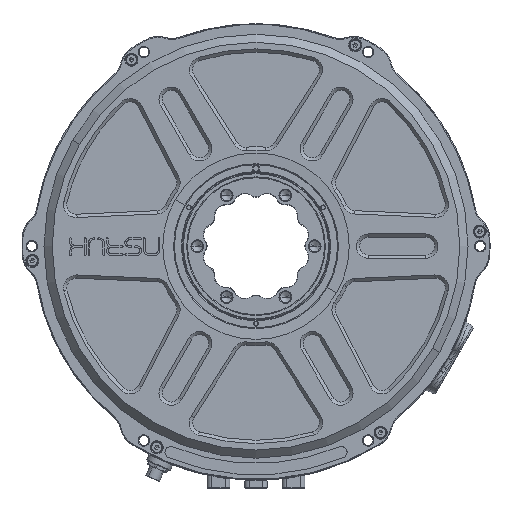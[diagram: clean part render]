
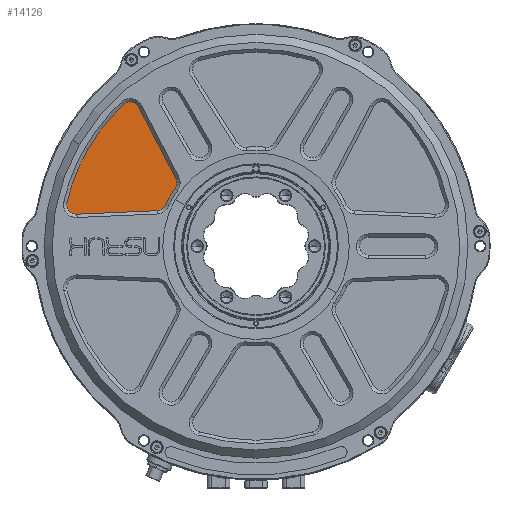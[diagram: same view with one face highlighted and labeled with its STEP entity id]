
A CAD part, front view. The second image highlights one B-rep face of the part: STEP entity #14126.
In plain terms, the highlighted planar face has unit normal (0, -1, 0).
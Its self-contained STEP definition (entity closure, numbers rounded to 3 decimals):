
#212 = PLANE ( 'NONE',  #35951 ) ;
#239 = CARTESIAN_POINT ( 'NONE',  ( -110.057, -37.9, 25.621 ) ) ;
#1405 = DIRECTION ( 'NONE',  ( 0., -1., 0. ) ) ;
#1541 = LINE ( 'NONE', #41094, #11056 ) ;
#1588 = ORIENTED_EDGE ( 'NONE', *, *, #38853, .T. ) ;
#3632 = DIRECTION ( 'NONE',  ( 0., -1., 0. ) ) ;
#3633 = EDGE_CURVE ( 'NONE', #22762, #17861, #44307, .T. ) ;
#4715 = CARTESIAN_POINT ( 'NONE',  ( -49.211, -37.9, 41.696 ) ) ;
#5014 = VERTEX_POINT ( 'NONE', #42641 ) ;
#6205 = DIRECTION ( 'NONE',  ( 0., 1., 0. ) ) ;
#6756 = DIRECTION ( 'NONE',  ( 0., 1., 0. ) ) ;
#6911 = CIRCLE ( 'NONE', #56476, 119. ) ;
#8342 = AXIS2_PLACEMENT_3D ( 'NONE', #239, #1405, #25780 ) ;
#8458 = EDGE_CURVE ( 'NONE', #18560, #41430, #32526, .T. ) ;
#9587 = DIRECTION ( 'NONE',  ( 0.866, 0., -0.5 ) ) ;
#9944 = EDGE_CURVE ( 'NONE', #13156, #55511, #13738, .T. ) ;
#11056 = VECTOR ( 'NONE', #40792, 1000. ) ;
#12597 = EDGE_CURVE ( 'NONE', #5014, #13156, #30014, .T. ) ;
#12726 = AXIS2_PLACEMENT_3D ( 'NONE', #38072, #38390, #33312 ) ;
#13156 = VERTEX_POINT ( 'NONE', #29640 ) ;
#13548 = EDGE_LOOP ( 'NONE', ( #52778, #54277, #47430, #48363, #1588, #16393, #47172, #14115, #17486 ) ) ;
#13738 = CIRCLE ( 'NONE', #12726, 6. ) ;
#14115 = ORIENTED_EDGE ( 'NONE', *, *, #40472, .T. ) ;
#14126 = ADVANCED_FACE ( 'NONE', ( #43595 ), #212, .F. ) ;
#14351 = DIRECTION ( 'NONE',  ( 0., -1., 0. ) ) ;
#14842 = DIRECTION ( 'NONE',  ( 0.999, 0., 0.044 ) ) ;
#15336 = AXIS2_PLACEMENT_3D ( 'NONE', #39712, #6756, #49510 ) ;
#16393 = ORIENTED_EDGE ( 'NONE', *, *, #8458, .T. ) ;
#17486 = ORIENTED_EDGE ( 'NONE', *, *, #12597, .T. ) ;
#17861 = VERTEX_POINT ( 'NONE', #4715 ) ;
#18560 = VERTEX_POINT ( 'NONE', #44524 ) ;
#18593 = CARTESIAN_POINT ( 'NONE',  ( -71.895, -37.9, 85.272 ) ) ;
#20872 = CARTESIAN_POINT ( 'NONE',  ( -103.057, -37.9, 59.5 ) ) ;
#21060 = AXIS2_PLACEMENT_3D ( 'NONE', #47923, #14351, #33648 ) ;
#22762 = VERTEX_POINT ( 'NONE', #27070 ) ;
#23842 = CARTESIAN_POINT ( 'NONE',  ( -77.217, -37.9, 82.502 ) ) ;
#24898 = CARTESIAN_POINT ( 'NONE',  ( -28.628, -37.9, -49.584 ) ) ;
#25780 = DIRECTION ( 'NONE',  ( 0.866, 0., -0.5 ) ) ;
#27070 = CARTESIAN_POINT ( 'NONE',  ( -49.649, -37.9, 35.439 ) ) ;
#27392 = CARTESIAN_POINT ( 'NONE',  ( 0., -37.9, 0. ) ) ;
#29640 = CARTESIAN_POINT ( 'NONE',  ( -60.715, -37.9, 21.77 ) ) ;
#29954 = DIRECTION ( 'NONE',  ( 0.866, 0., -0.5 ) ) ;
#30014 = LINE ( 'NONE', #59178, #35478 ) ;
#32326 = CARTESIAN_POINT ( 'NONE',  ( -55.516, -37.9, 25.278 ) ) ;
#32526 = CIRCLE ( 'NONE', #48709, 119. ) ;
#33312 = DIRECTION ( 'NONE',  ( 0.866, 0., -0.5 ) ) ;
#33648 = DIRECTION ( 'NONE',  ( 0.866, 0., -0.5 ) ) ;
#35478 = VECTOR ( 'NONE', #14842, 1000. ) ;
#35544 = CARTESIAN_POINT ( 'NONE',  ( 0., -37.9, 0. ) ) ;
#35951 = AXIS2_PLACEMENT_3D ( 'NONE', #24898, #6205, #29954 ) ;
#37454 = EDGE_CURVE ( 'NONE', #17861, #59100, #1541, .T. ) ;
#37489 = AXIS2_PLACEMENT_3D ( 'NONE', #23842, #43144, #9587 ) ;
#38072 = CARTESIAN_POINT ( 'NONE',  ( -60.977, -37.9, 27.764 ) ) ;
#38390 = DIRECTION ( 'NONE',  ( 0., -1., 0. ) ) ;
#38853 = EDGE_CURVE ( 'NONE', #59100, #18560, #50637, .T. ) ;
#39712 = CARTESIAN_POINT ( 'NONE',  ( 0., -37.9, 0. ) ) ;
#40472 = EDGE_CURVE ( 'NONE', #50946, #5014, #60985, .T. ) ;
#40792 = DIRECTION ( 'NONE',  ( -0.462, 0., 0.887 ) ) ;
#41094 = CARTESIAN_POINT ( 'NONE',  ( -71.895, -37.9, 85.272 ) ) ;
#41430 = VERTEX_POINT ( 'NONE', #20872 ) ;
#42641 = CARTESIAN_POINT ( 'NONE',  ( -109.795, -37.9, 19.627 ) ) ;
#43144 = DIRECTION ( 'NONE',  ( 0., -1., 0. ) ) ;
#43595 = FACE_OUTER_BOUND ( 'NONE', #13548, .T. ) ;
#44307 = CIRCLE ( 'NONE', #21060, 6. ) ;
#44524 = CARTESIAN_POINT ( 'NONE',  ( -81.317, -37.9, 86.882 ) ) ;
#44649 = CIRCLE ( 'NONE', #15336, 61. ) ;
#45660 = CARTESIAN_POINT ( 'NONE',  ( -115.901, -37.9, 26.982 ) ) ;
#47172 = ORIENTED_EDGE ( 'NONE', *, *, #58588, .T. ) ;
#47430 = ORIENTED_EDGE ( 'NONE', *, *, #3633, .T. ) ;
#47923 = CARTESIAN_POINT ( 'NONE',  ( -54.533, -37.9, 38.925 ) ) ;
#48363 = ORIENTED_EDGE ( 'NONE', *, *, #37454, .T. ) ;
#48709 = AXIS2_PLACEMENT_3D ( 'NONE', #27392, #3632, #56856 ) ;
#49510 = DIRECTION ( 'NONE',  ( 0.866, 0., -0.5 ) ) ;
#50637 = CIRCLE ( 'NONE', #37489, 6. ) ;
#50946 = VERTEX_POINT ( 'NONE', #45660 ) ;
#52778 = ORIENTED_EDGE ( 'NONE', *, *, #9944, .T. ) ;
#54277 = ORIENTED_EDGE ( 'NONE', *, *, #62646, .T. ) ;
#54878 = DIRECTION ( 'NONE',  ( 0., -1., 0. ) ) ;
#55179 = DIRECTION ( 'NONE',  ( 0.866, 0., -0.5 ) ) ;
#55511 = VERTEX_POINT ( 'NONE', #32326 ) ;
#56476 = AXIS2_PLACEMENT_3D ( 'NONE', #35544, #54878, #55179 ) ;
#56856 = DIRECTION ( 'NONE',  ( 0.866, 0., -0.5 ) ) ;
#58588 = EDGE_CURVE ( 'NONE', #41430, #50946, #6911, .T. ) ;
#59100 = VERTEX_POINT ( 'NONE', #18593 ) ;
#59178 = CARTESIAN_POINT ( 'NONE',  ( -60.715, -37.9, 21.77 ) ) ;
#60985 = CIRCLE ( 'NONE', #8342, 6. ) ;
#62646 = EDGE_CURVE ( 'NONE', #55511, #22762, #44649, .T. ) ;
